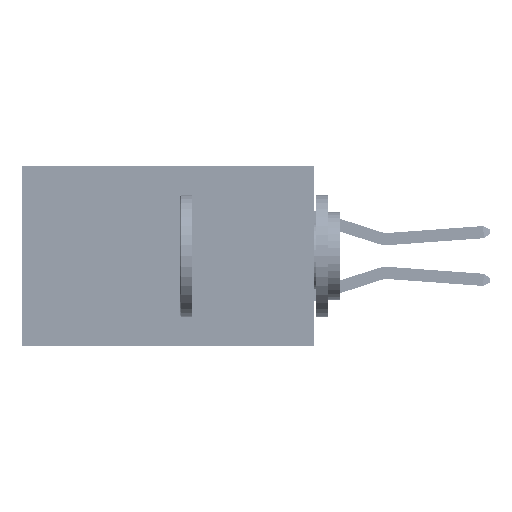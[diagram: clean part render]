
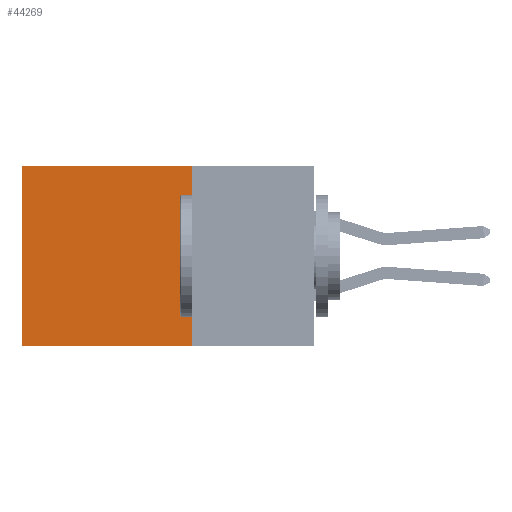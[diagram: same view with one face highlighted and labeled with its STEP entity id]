
A CAD part, left-side view. The second image highlights one B-rep face of the part: STEP entity #44269.
In plain terms, the highlighted planar face has unit normal (-1, 0, 0).
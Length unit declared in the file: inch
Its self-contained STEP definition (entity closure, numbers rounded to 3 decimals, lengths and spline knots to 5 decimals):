
#415 = DIRECTION ( 'NONE',  ( 0., 1., 0. ) ) ;
#2577 = CARTESIAN_POINT ( 'NONE',  ( 0.2875, 0.6, 0. ) ) ;
#2681 = ORIENTED_EDGE ( 'NONE', *, *, #44918, .T. ) ;
#3659 = EDGE_CURVE ( 'NONE', #8223, #22828, #30247, .T. ) ;
#3832 = LINE ( 'NONE', #21970, #9619 ) ;
#5225 = LINE ( 'NONE', #25668, #43011 ) ;
#5593 = DIRECTION ( 'NONE',  ( 0., 0., -1. ) ) ;
#8223 = VERTEX_POINT ( 'NONE', #42741 ) ;
#9606 = PLANE ( 'NONE',  #33993 ) ;
#9619 = VECTOR ( 'NONE', #39711, 39.37008 ) ;
#10793 = VECTOR ( 'NONE', #32946, 39.37008 ) ;
#15006 = FACE_OUTER_BOUND ( 'NONE', #34372, .T. ) ;
#16500 = CARTESIAN_POINT ( 'NONE',  ( 0.2875, 0.6, -0.37 ) ) ;
#18958 = LINE ( 'NONE', #30189, #20115 ) ;
#20115 = VECTOR ( 'NONE', #415, 39.37008 ) ;
#21970 = CARTESIAN_POINT ( 'NONE',  ( 0.2875, 0.25, 0. ) ) ;
#22448 = ORIENTED_EDGE ( 'NONE', *, *, #44707, .T. ) ;
#22828 = VERTEX_POINT ( 'NONE', #16500 ) ;
#23676 = DIRECTION ( 'NONE',  ( 1., 0., 0. ) ) ;
#24440 = CARTESIAN_POINT ( 'NONE',  ( 0.2875, 0.25, 0. ) ) ;
#25593 = CARTESIAN_POINT ( 'NONE',  ( 0.2875, 0.25, -0.37 ) ) ;
#25668 = CARTESIAN_POINT ( 'NONE',  ( 0.2875, 0.6, 0. ) ) ;
#26873 = EDGE_CURVE ( 'NONE', #34548, #8223, #3832, .T. ) ;
#29495 = DIRECTION ( 'NONE',  ( 0., 0., -1. ) ) ;
#30189 = CARTESIAN_POINT ( 'NONE',  ( 0.2875, 0.25, 0. ) ) ;
#30247 = LINE ( 'NONE', #25593, #10793 ) ;
#32946 = DIRECTION ( 'NONE',  ( 0., 1., 0. ) ) ;
#33689 = ORIENTED_EDGE ( 'NONE', *, *, #26873, .F. ) ;
#33993 = AXIS2_PLACEMENT_3D ( 'NONE', #42555, #23676, #5593 ) ;
#34372 = EDGE_LOOP ( 'NONE', ( #2681, #45219, #33689, #22448 ) ) ;
#34548 = VERTEX_POINT ( 'NONE', #24440 ) ;
#39711 = DIRECTION ( 'NONE',  ( 0., 0., -1. ) ) ;
#40598 = VERTEX_POINT ( 'NONE', #2577 ) ;
#42555 = CARTESIAN_POINT ( 'NONE',  ( 0.2875, 0.25, 0. ) ) ;
#42741 = CARTESIAN_POINT ( 'NONE',  ( 0.2875, 0.25, -0.37 ) ) ;
#43011 = VECTOR ( 'NONE', #29495, 39.37008 ) ;
#44269 = ADVANCED_FACE ( 'NONE', ( #15006 ), #9606, .F. ) ;
#44707 = EDGE_CURVE ( 'NONE', #34548, #40598, #18958, .T. ) ;
#44918 = EDGE_CURVE ( 'NONE', #40598, #22828, #5225, .T. ) ;
#45219 = ORIENTED_EDGE ( 'NONE', *, *, #3659, .F. ) ;
